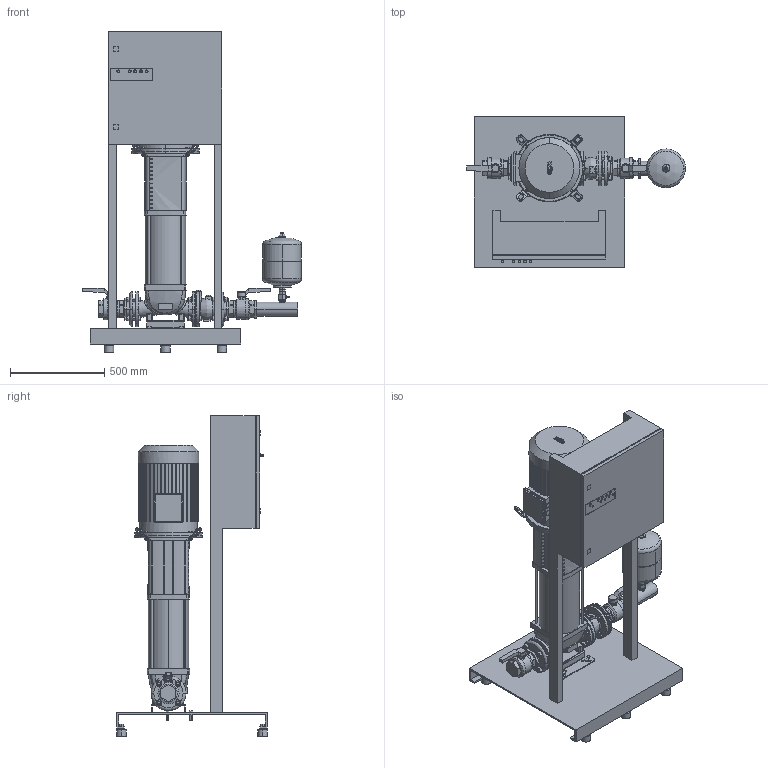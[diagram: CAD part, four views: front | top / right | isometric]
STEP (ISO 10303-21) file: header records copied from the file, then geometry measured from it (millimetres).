
FILE_DESCRIPTION((''),'2;1');
FILE_NAME('3d_FLA-1HELIXV3605_2_K-01PN16-2534375.stp','2013-07-05T14:16:10',(''),(''),'Mechanical Desktop 2009','Mechanical Desktop 2009',', , ');
FILE_SCHEMA(('CONFIG_CONTROL_DESIGN'));
Length unit declared in the file: millimetre
Products named in the file (1): Product
Bounding box: 1163 x 800 x 1705 mm (x, y, z)
Volume: 168773586.3 mm3; surface area: 7281052.1 mm2
Topology: 67 solids, 67 shells, 2158 faces, 5473 edges, 3569 vertices
Faces by surface type: bspline 932, plane 713, cylinder 370, cone 78, torus 61, sphere 4
Entity records: 75668 total; most frequent: CARTESIAN_POINT 25046, ORIENTED_EDGE 10938, DIRECTION 9438, EDGE_CURVE 5469, VERTEX_POINT 3569, VECTOR 3454, LINE 3454, AXIS2_PLACEMENT_3D 2992
